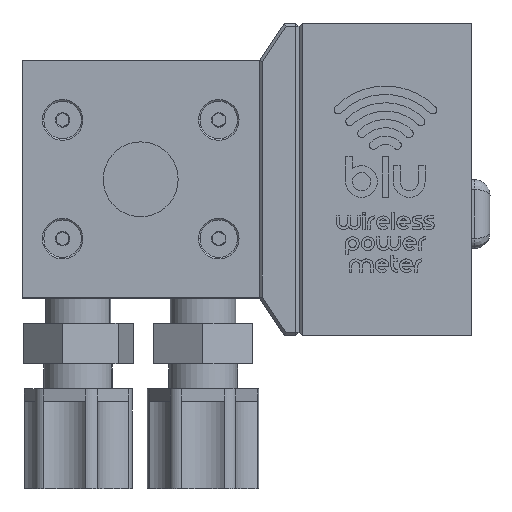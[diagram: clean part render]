
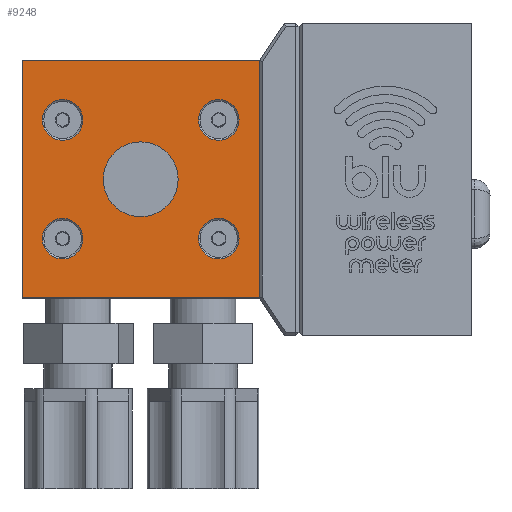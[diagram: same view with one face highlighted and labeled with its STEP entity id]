
A CAD part, top view. The second image highlights one B-rep face of the part: STEP entity #9248.
In plain terms, the highlighted planar face has unit normal (0, 0, 1).
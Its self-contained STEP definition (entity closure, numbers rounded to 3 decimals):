
#211 = DIRECTION ( 'NONE',  ( 1., 0., 0. ) ) ;
#354 = ORIENTED_EDGE ( 'NONE', *, *, #40110, .T. ) ;
#1958 = EDGE_LOOP ( 'NONE', ( #24286, #23901 ) ) ;
#2863 = DIRECTION ( 'NONE',  ( 1., 0., 0. ) ) ;
#3174 = EDGE_CURVE ( 'NONE', #27185, #38950, #49408, .T. ) ;
#3267 = LINE ( 'NONE', #36097, #48754 ) ;
#4162 = CARTESIAN_POINT ( 'NONE',  ( -100.8, 94.244, 163.95 ) ) ;
#4231 = CARTESIAN_POINT ( 'NONE',  ( -62.8, 94.244, 163.95 ) ) ;
#4645 = ORIENTED_EDGE ( 'NONE', *, *, #40414, .F. ) ;
#5157 = DIRECTION ( 'NONE',  ( 0., 1., 0. ) ) ;
#5464 = VERTEX_POINT ( 'NONE', #43172 ) ;
#5791 = CARTESIAN_POINT ( 'NONE',  ( -97.55, 84.744, 163.95 ) ) ;
#5858 = DIRECTION ( 'NONE',  ( 1., 0., 0. ) ) ;
#6654 = DIRECTION ( 'NONE',  ( 0., 0., 1. ) ) ;
#6980 = VECTOR ( 'NONE', #17362, 1000. ) ;
#7519 = CIRCLE ( 'NONE', #44503, 3.25 ) ;
#7526 = AXIS2_PLACEMENT_3D ( 'NONE', #39248, #39410, #31238 ) ;
#8239 = DIRECTION ( 'NONE',  ( 0., 0., 1. ) ) ;
#9237 = VERTEX_POINT ( 'NONE', #46310 ) ;
#9248 = ADVANCED_FACE ( 'NONE', ( #19323, #12070, #43024, #27241, #39991, #41222 ), #23385, .T. ) ;
#9276 = CARTESIAN_POINT ( 'NONE',  ( -66.05, 84.744, 163.95 ) ) ;
#9397 = LINE ( 'NONE', #32263, #6980 ) ;
#9450 = EDGE_LOOP ( 'NONE', ( #47915, #35612 ) ) ;
#9644 = AXIS2_PLACEMENT_3D ( 'NONE', #50293, #42639, #15664 ) ;
#9835 = VERTEX_POINT ( 'NONE', #35501 ) ;
#11244 = CIRCLE ( 'NONE', #20437, 3.25 ) ;
#11744 = VERTEX_POINT ( 'NONE', #9276 ) ;
#11861 = CARTESIAN_POINT ( 'NONE',  ( -100.8, 56.244, 163.95 ) ) ;
#12070 = FACE_BOUND ( 'NONE', #9450, .T. ) ;
#12365 = CARTESIAN_POINT ( 'NONE',  ( -91.05, 84.744, 163.95 ) ) ;
#13045 = LINE ( 'NONE', #40871, #48853 ) ;
#13278 = EDGE_LOOP ( 'NONE', ( #26667, #4645 ) ) ;
#13940 = ORIENTED_EDGE ( 'NONE', *, *, #29543, .T. ) ;
#14525 = CARTESIAN_POINT ( 'NONE',  ( -94.3, 84.744, 163.95 ) ) ;
#14629 = VERTEX_POINT ( 'NONE', #49134 ) ;
#15664 = DIRECTION ( 'NONE',  ( 1., 0., 0. ) ) ;
#15667 = ORIENTED_EDGE ( 'NONE', *, *, #34954, .F. ) ;
#16011 = CIRCLE ( 'NONE', #9644, 6. ) ;
#17314 = EDGE_CURVE ( 'NONE', #9237, #24355, #38341, .T. ) ;
#17362 = DIRECTION ( 'NONE',  ( 1., 0., 0. ) ) ;
#18035 = VERTEX_POINT ( 'NONE', #44447 ) ;
#18100 = AXIS2_PLACEMENT_3D ( 'NONE', #36951, #6654, #49245 ) ;
#18898 = EDGE_CURVE ( 'NONE', #11744, #14629, #38308, .T. ) ;
#19323 = FACE_BOUND ( 'NONE', #45190, .T. ) ;
#19343 = DIRECTION ( 'NONE',  ( 0., 0., 1. ) ) ;
#19582 = CARTESIAN_POINT ( 'NONE',  ( -81.8, 75.244, 163.95 ) ) ;
#19783 = ORIENTED_EDGE ( 'NONE', *, *, #32129, .T. ) ;
#20018 = CARTESIAN_POINT ( 'NONE',  ( -94.3, 65.744, 163.95 ) ) ;
#20082 = CARTESIAN_POINT ( 'NONE',  ( -97.55, 65.744, 163.95 ) ) ;
#20437 = AXIS2_PLACEMENT_3D ( 'NONE', #20018, #19343, #47214 ) ;
#21043 = AXIS2_PLACEMENT_3D ( 'NONE', #19582, #8239, #39288 ) ;
#22803 = DIRECTION ( 'NONE',  ( 1., 0., 0. ) ) ;
#22823 = CIRCLE ( 'NONE', #34922, 3.25 ) ;
#23184 = DIRECTION ( 'NONE',  ( 0., 0., 1. ) ) ;
#23207 = CIRCLE ( 'NONE', #18100, 3.25 ) ;
#23385 = PLANE ( 'NONE',  #43060 ) ;
#23901 = ORIENTED_EDGE ( 'NONE', *, *, #42431, .F. ) ;
#24286 = ORIENTED_EDGE ( 'NONE', *, *, #3174, .F. ) ;
#24355 = VERTEX_POINT ( 'NONE', #29284 ) ;
#24400 = DIRECTION ( 'NONE',  ( 0., 0., 1. ) ) ;
#24722 = AXIS2_PLACEMENT_3D ( 'NONE', #14525, #37386, #2863 ) ;
#25298 = VERTEX_POINT ( 'NONE', #35266 ) ;
#26667 = ORIENTED_EDGE ( 'NONE', *, *, #35912, .F. ) ;
#27185 = VERTEX_POINT ( 'NONE', #46517 ) ;
#27241 = FACE_BOUND ( 'NONE', #1958, .T. ) ;
#27246 = ORIENTED_EDGE ( 'NONE', *, *, #35561, .F. ) ;
#28880 = EDGE_LOOP ( 'NONE', ( #19783, #354, #35875, #13940 ) ) ;
#29026 = DIRECTION ( 'NONE',  ( 0., 0., 1. ) ) ;
#29284 = CARTESIAN_POINT ( 'NONE',  ( -66.05, 65.744, 163.95 ) ) ;
#29543 = EDGE_CURVE ( 'NONE', #32728, #5464, #13045, .T. ) ;
#30068 = EDGE_CURVE ( 'NONE', #50208, #31192, #39628, .T. ) ;
#30380 = VECTOR ( 'NONE', #38859, 1000. ) ;
#31126 = DIRECTION ( 'NONE',  ( 1., 0., 0. ) ) ;
#31192 = VERTEX_POINT ( 'NONE', #12365 ) ;
#31238 = DIRECTION ( 'NONE',  ( 1., 0., 0. ) ) ;
#32129 = EDGE_CURVE ( 'NONE', #5464, #18035, #45597, .T. ) ;
#32263 = CARTESIAN_POINT ( 'NONE',  ( -100.8, 56.244, 163.95 ) ) ;
#32728 = VERTEX_POINT ( 'NONE', #4231 ) ;
#34893 = AXIS2_PLACEMENT_3D ( 'NONE', #49988, #46073, #22803 ) ;
#34922 = AXIS2_PLACEMENT_3D ( 'NONE', #35015, #23184, #31126 ) ;
#34954 = EDGE_CURVE ( 'NONE', #24355, #9237, #22823, .T. ) ;
#35015 = CARTESIAN_POINT ( 'NONE',  ( -69.3, 65.744, 163.95 ) ) ;
#35266 = CARTESIAN_POINT ( 'NONE',  ( -87.8, 75.244, 163.95 ) ) ;
#35501 = CARTESIAN_POINT ( 'NONE',  ( -75.8, 75.244, 163.95 ) ) ;
#35561 = EDGE_CURVE ( 'NONE', #31192, #50208, #7519, .T. ) ;
#35581 = CARTESIAN_POINT ( 'NONE',  ( -94.3, 84.744, 163.95 ) ) ;
#35612 = ORIENTED_EDGE ( 'NONE', *, *, #40723, .F. ) ;
#35875 = ORIENTED_EDGE ( 'NONE', *, *, #45107, .T. ) ;
#35912 = EDGE_CURVE ( 'NONE', #9835, #25298, #42709, .T. ) ;
#36097 = CARTESIAN_POINT ( 'NONE',  ( -62.8, 94.244, 163.95 ) ) ;
#36951 = CARTESIAN_POINT ( 'NONE',  ( -69.3, 84.744, 163.95 ) ) ;
#36973 = CARTESIAN_POINT ( 'NONE',  ( -94.3, 65.744, 163.95 ) ) ;
#37379 = EDGE_LOOP ( 'NONE', ( #15667, #42593 ) ) ;
#37386 = DIRECTION ( 'NONE',  ( 0., 0., 1. ) ) ;
#38308 = CIRCLE ( 'NONE', #34893, 3.25 ) ;
#38341 = CIRCLE ( 'NONE', #7526, 3.25 ) ;
#38627 = DIRECTION ( 'NONE',  ( 0., 0., 1. ) ) ;
#38859 = DIRECTION ( 'NONE',  ( 0., -1., 0. ) ) ;
#38950 = VERTEX_POINT ( 'NONE', #20082 ) ;
#39248 = CARTESIAN_POINT ( 'NONE',  ( -69.3, 65.744, 163.95 ) ) ;
#39288 = DIRECTION ( 'NONE',  ( 1., 0., 0. ) ) ;
#39410 = DIRECTION ( 'NONE',  ( 0., 0., 1. ) ) ;
#39628 = CIRCLE ( 'NONE', #24722, 3.25 ) ;
#39991 = FACE_BOUND ( 'NONE', #13278, .T. ) ;
#40110 = EDGE_CURVE ( 'NONE', #18035, #50274, #9397, .T. ) ;
#40360 = CARTESIAN_POINT ( 'NONE',  ( -62.8, 56.244, 163.95 ) ) ;
#40414 = EDGE_CURVE ( 'NONE', #25298, #9835, #16011, .T. ) ;
#40723 = EDGE_CURVE ( 'NONE', #14629, #11744, #23207, .T. ) ;
#40871 = CARTESIAN_POINT ( 'NONE',  ( -100.8, 94.244, 163.95 ) ) ;
#41222 = FACE_OUTER_BOUND ( 'NONE', #28880, .T. ) ;
#41245 = AXIS2_PLACEMENT_3D ( 'NONE', #36973, #29026, #5858 ) ;
#42431 = EDGE_CURVE ( 'NONE', #38950, #27185, #11244, .T. ) ;
#42593 = ORIENTED_EDGE ( 'NONE', *, *, #17314, .F. ) ;
#42639 = DIRECTION ( 'NONE',  ( 0., 0., 1. ) ) ;
#42709 = CIRCLE ( 'NONE', #21043, 6. ) ;
#43024 = FACE_BOUND ( 'NONE', #37379, .T. ) ;
#43060 = AXIS2_PLACEMENT_3D ( 'NONE', #11861, #38627, #211 ) ;
#43172 = CARTESIAN_POINT ( 'NONE',  ( -100.8, 94.244, 163.95 ) ) ;
#44447 = CARTESIAN_POINT ( 'NONE',  ( -100.8, 56.244, 163.95 ) ) ;
#44503 = AXIS2_PLACEMENT_3D ( 'NONE', #35581, #24400, #47845 ) ;
#44779 = DIRECTION ( 'NONE',  ( -1., 0., 0. ) ) ;
#45107 = EDGE_CURVE ( 'NONE', #50274, #32728, #3267, .T. ) ;
#45190 = EDGE_LOOP ( 'NONE', ( #27246, #45463 ) ) ;
#45463 = ORIENTED_EDGE ( 'NONE', *, *, #30068, .F. ) ;
#45597 = LINE ( 'NONE', #4162, #30380 ) ;
#46073 = DIRECTION ( 'NONE',  ( 0., 0., 1. ) ) ;
#46310 = CARTESIAN_POINT ( 'NONE',  ( -72.55, 65.744, 163.95 ) ) ;
#46517 = CARTESIAN_POINT ( 'NONE',  ( -91.05, 65.744, 163.95 ) ) ;
#47214 = DIRECTION ( 'NONE',  ( 1., 0., 0. ) ) ;
#47845 = DIRECTION ( 'NONE',  ( 1., 0., 0. ) ) ;
#47915 = ORIENTED_EDGE ( 'NONE', *, *, #18898, .F. ) ;
#48754 = VECTOR ( 'NONE', #5157, 1000. ) ;
#48853 = VECTOR ( 'NONE', #44779, 1000. ) ;
#49134 = CARTESIAN_POINT ( 'NONE',  ( -72.55, 84.744, 163.95 ) ) ;
#49245 = DIRECTION ( 'NONE',  ( 1., 0., 0. ) ) ;
#49408 = CIRCLE ( 'NONE', #41245, 3.25 ) ;
#49988 = CARTESIAN_POINT ( 'NONE',  ( -69.3, 84.744, 163.95 ) ) ;
#50208 = VERTEX_POINT ( 'NONE', #5791 ) ;
#50274 = VERTEX_POINT ( 'NONE', #40360 ) ;
#50293 = CARTESIAN_POINT ( 'NONE',  ( -81.8, 75.244, 163.95 ) ) ;
